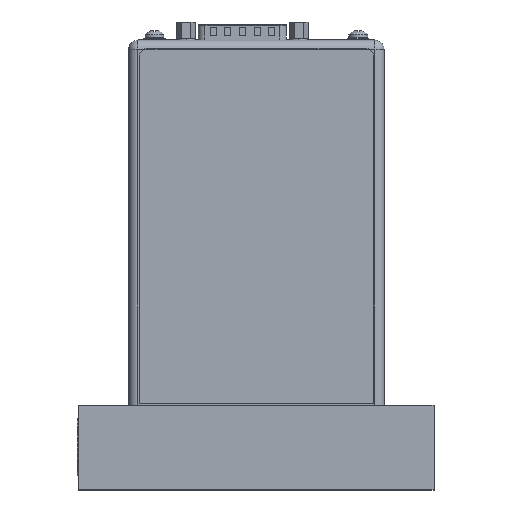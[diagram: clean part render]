
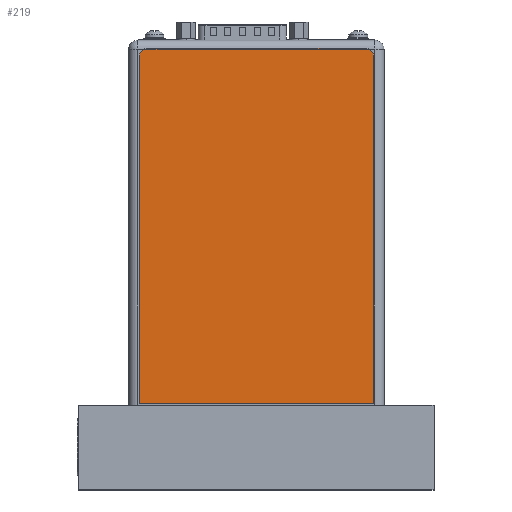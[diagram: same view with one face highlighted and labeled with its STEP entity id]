
A CAD part, top view. The second image highlights one B-rep face of the part: STEP entity #219.
In plain terms, the highlighted planar face has unit normal (0, 0, 1).
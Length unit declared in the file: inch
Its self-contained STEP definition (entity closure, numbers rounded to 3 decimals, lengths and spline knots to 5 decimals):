
#52=CARTESIAN_POINT('',(2.63,4.04,0.004));
#53=DIRECTION('',(0.,0.,1.));
#54=DIRECTION('',(1.,0.,0.));
#55=AXIS2_PLACEMENT_3D('',#52,#53,#54);
#57=DIRECTION('',(0.,1.,0.));
#58=VECTOR('',#57,4.04);
#59=CARTESIAN_POINT('',(2.73,0.,0.004));
#60=LINE('',#59,#58);
#61=DIRECTION('',(1.,0.,0.));
#62=VECTOR('',#61,2.73);
#63=CARTESIAN_POINT('',(0.,0.,0.004));
#64=LINE('',#63,#62);
#65=DIRECTION('',(0.,-1.,0.));
#66=VECTOR('',#65,4.04);
#67=CARTESIAN_POINT('',(0.,4.04,0.004));
#68=LINE('',#67,#66);
#69=CARTESIAN_POINT('',(0.1,4.04,0.004));
#70=DIRECTION('',(0.,0.,1.));
#71=DIRECTION('',(0.,1.,0.));
#72=AXIS2_PLACEMENT_3D('',#69,#70,#71);
#74=DIRECTION('',(-1.,0.,0.));
#75=VECTOR('',#74,2.53);
#76=CARTESIAN_POINT('',(2.63,4.14,0.004));
#77=LINE('',#76,#75);
#82=CARTESIAN_POINT('',(0.,0.,0.004));
#83=CARTESIAN_POINT('',(2.73,0.,0.004));
#84=VERTEX_POINT('',#82);
#85=VERTEX_POINT('',#83);
#90=CARTESIAN_POINT('',(2.73,4.04,0.004));
#91=VERTEX_POINT('',#90);
#92=CARTESIAN_POINT('',(2.63,4.14,0.004));
#93=VERTEX_POINT('',#92);
#98=CARTESIAN_POINT('',(0.1,4.14,0.004));
#99=VERTEX_POINT('',#98);
#100=CARTESIAN_POINT('',(0.,4.04,0.004));
#101=VERTEX_POINT('',#100);
#206=CARTESIAN_POINT('',(0.,0.,0.004));
#207=DIRECTION('',(0.,0.,1.));
#208=DIRECTION('',(1.,0.,0.));
#209=AXIS2_PLACEMENT_3D('',#206,#207,#208);
#210=PLANE('',#209);
#211=ORIENTED_EDGE('',*,*,#130,.F.);
#212=ORIENTED_EDGE('',*,*,#146,.F.);
#213=ORIENTED_EDGE('',*,*,#159,.F.);
#214=ORIENTED_EDGE('',*,*,#172,.F.);
#215=ORIENTED_EDGE('',*,*,#187,.F.);
#216=ORIENTED_EDGE('',*,*,#199,.F.);
#217=EDGE_LOOP('',(#211,#212,#213,#214,#215,#216));
#218=FACE_OUTER_BOUND('',#217,.F.);
#219=ADVANCED_FACE('',(#218),#210,.T.);
#56=CIRCLE('',#55,0.1);
#73=CIRCLE('',#72,0.1);
#130=EDGE_CURVE('',#91,#93,#56,.T.);
#146=EDGE_CURVE('',#85,#91,#60,.T.);
#159=EDGE_CURVE('',#84,#85,#64,.T.);
#172=EDGE_CURVE('',#101,#84,#68,.T.);
#187=EDGE_CURVE('',#99,#101,#73,.T.);
#199=EDGE_CURVE('',#93,#99,#77,.T.);
